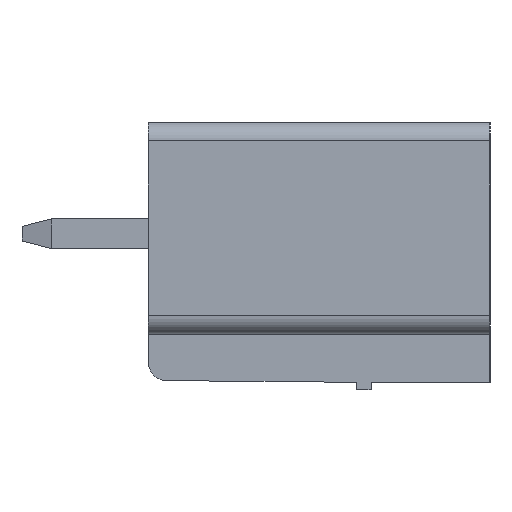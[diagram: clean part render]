
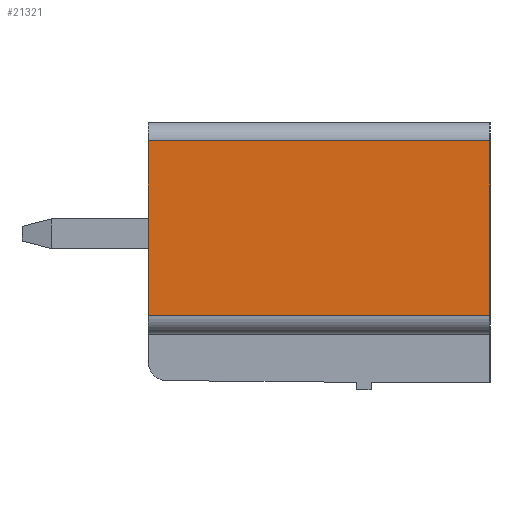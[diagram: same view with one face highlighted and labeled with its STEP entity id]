
A CAD part, left-side view. The second image highlights one B-rep face of the part: STEP entity #21321.
In plain terms, the highlighted planar face has unit normal (-1, 0, 0).
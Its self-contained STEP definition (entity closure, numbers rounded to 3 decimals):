
#6409=DIRECTION('',(0.,-1.,0.));
#6410=VECTOR('',#6409,9.2);
#6411=CARTESIAN_POINT('',(-4.7,9.2,1.8));
#6412=LINE('',#6411,#6410);
#6413=DIRECTION('',(0.,0.,-1.));
#6414=VECTOR('',#6413,4.7);
#6415=CARTESIAN_POINT('',(-4.7,9.2,6.5));
#6416=LINE('',#6415,#6414);
#6417=DIRECTION('',(0.,1.,0.));
#6418=VECTOR('',#6417,9.2);
#6419=CARTESIAN_POINT('',(-4.7,0.,6.5));
#6420=LINE('',#6419,#6418);
#6421=DIRECTION('',(0.,0.,1.));
#6422=VECTOR('',#6421,4.7);
#6423=CARTESIAN_POINT('',(-4.7,0.,1.8));
#6424=LINE('',#6423,#6422);
#13635=CARTESIAN_POINT('',(-4.7,0.,1.8));
#13637=VERTEX_POINT('',#13635);
#13641=CARTESIAN_POINT('',(-4.7,9.2,1.8));
#13642=VERTEX_POINT('',#13641);
#13643=CARTESIAN_POINT('',(-4.7,9.2,6.5));
#13645=VERTEX_POINT('',#13643);
#13649=CARTESIAN_POINT('',(-4.7,0.,6.5));
#13650=VERTEX_POINT('',#13649);
#21310=CARTESIAN_POINT('',(-4.7,0.,0.));
#21311=DIRECTION('',(-1.,0.,0.));
#21312=DIRECTION('',(0.,0.,1.));
#21313=AXIS2_PLACEMENT_3D('',#21310,#21311,#21312);
#21314=PLANE('',#21313);
#21315=ORIENTED_EDGE('',*,*,#14684,.F.);
#21316=ORIENTED_EDGE('',*,*,#16464,.F.);
#21317=ORIENTED_EDGE('',*,*,#21305,.F.);
#21318=ORIENTED_EDGE('',*,*,#14705,.F.);
#21319=EDGE_LOOP('',(#21315,#21316,#21317,#21318));
#21320=FACE_OUTER_BOUND('',#21319,.F.);
#21321=ADVANCED_FACE('',(#21320),#21314,.T.);
#14684=EDGE_CURVE('',#13642,#13637,#6412,.T.);
#14705=EDGE_CURVE('',#13637,#13650,#6424,.T.);
#16464=EDGE_CURVE('',#13645,#13642,#6416,.T.);
#21305=EDGE_CURVE('',#13650,#13645,#6420,.T.);
